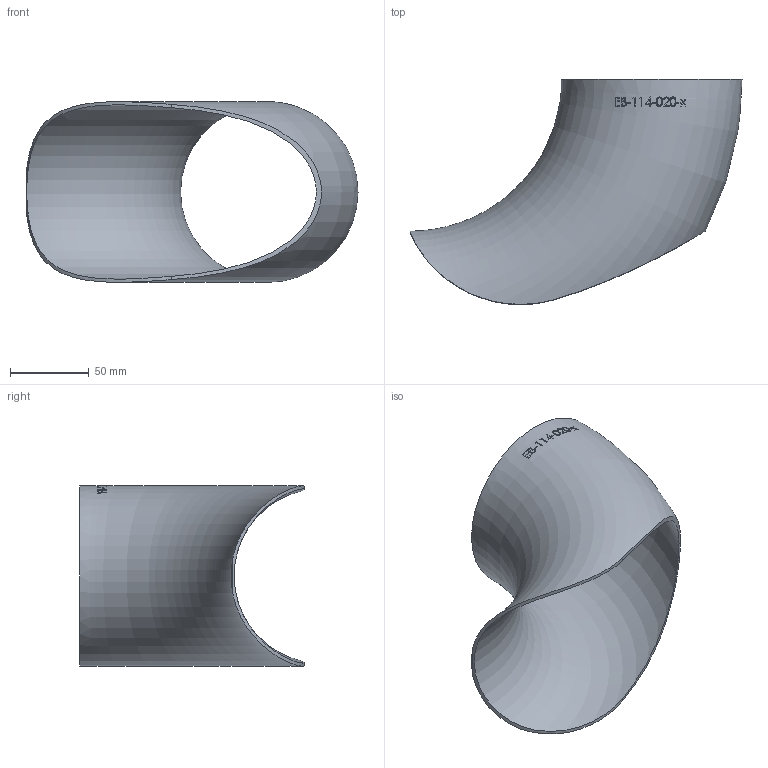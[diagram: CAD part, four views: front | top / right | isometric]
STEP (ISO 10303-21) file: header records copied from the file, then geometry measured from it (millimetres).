
FILE_DESCRIPTION (( 'STEP AP214' ), '1' );
FILE_NAME ('EB-114-020-x Einschweissbogen 2210.STEP', '2022-10-10T08:39:13', ( '' ), ( '' ), 'SwSTEP 2.0', 'SolidWorks 2019', '' );
FILE_SCHEMA (( 'AUTOMOTIVE_DESIGN' ));
Length unit declared in the file: millimetre
Products named in the file (1): EB-114-020-x Einschweissbogen 2210
Bounding box: 210.15 x 142.41 x 114.3 mm (x, y, z)
Volume: 104634.7 mm3; surface area: 106826.6 mm2
Topology: 1 solids, 1 shells, 132 faces, 344 edges, 230 vertices
Faces by surface type: bspline 110, torus 19, plane 2, cylinder 1
Entity records: 15139 total; most frequent: CARTESIAN_POINT 11530, ORIENTED_EDGE 680, EDGE_CURVE 340, B_SPLINE_CURVE_WITH_KNOTS 334, VERTEX_POINT 228, EDGE_LOOP 152, FACE_OUTER_BOUND 134, ADVANCED_FACE 132
